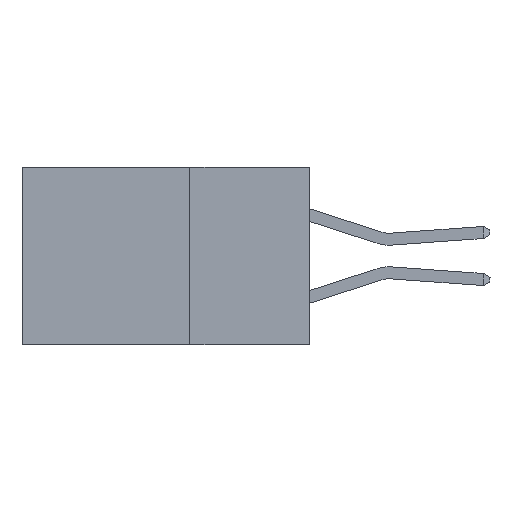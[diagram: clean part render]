
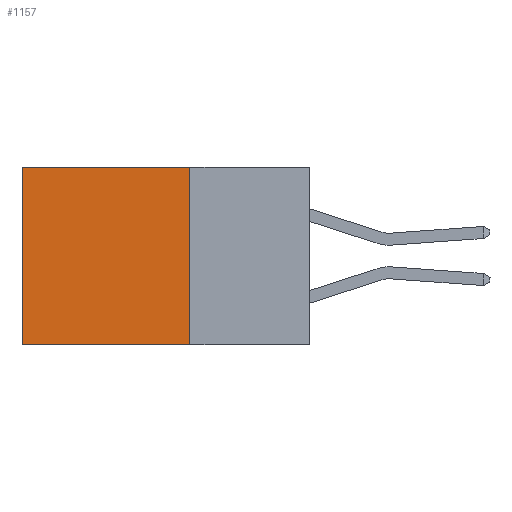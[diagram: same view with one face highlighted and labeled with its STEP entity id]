
A CAD part, left-side view. The second image highlights one B-rep face of the part: STEP entity #1157.
In plain terms, the highlighted planar face has unit normal (-1, 0, 0).
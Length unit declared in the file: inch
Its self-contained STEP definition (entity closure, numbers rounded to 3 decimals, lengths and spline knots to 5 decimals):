
#786 = CARTESIAN_POINT ( 'NONE',  ( 0.298, 0.25, 0. ) ) ;
#1157 = ADVANCED_FACE ( 'NONE', ( #5387 ), #1294, .F. ) ;
#1294 = PLANE ( 'NONE',  #7207 ) ;
#1355 = VECTOR ( 'NONE', #5181, 39.37008 ) ;
#1774 = DIRECTION ( 'NONE',  ( 0., 1., 0. ) ) ;
#3350 = ORIENTED_EDGE ( 'NONE', *, *, #7341, .F. ) ;
#3750 = CARTESIAN_POINT ( 'NONE',  ( 0.298, 0.6, -0.37 ) ) ;
#3774 = VERTEX_POINT ( 'NONE', #5417 ) ;
#3976 = LINE ( 'NONE', #5536, #1355 ) ;
#4068 = EDGE_CURVE ( 'NONE', #5542, #3774, #8389, .T. ) ;
#4121 = DIRECTION ( 'NONE',  ( 0., 1., 0. ) ) ;
#4722 = EDGE_CURVE ( 'NONE', #3774, #5149, #3976, .T. ) ;
#4947 = CARTESIAN_POINT ( 'NONE',  ( 0.298, 0.25, -0.37 ) ) ;
#5149 = VERTEX_POINT ( 'NONE', #3750 ) ;
#5181 = DIRECTION ( 'NONE',  ( 0., 0., -1. ) ) ;
#5322 = VECTOR ( 'NONE', #8695, 39.37008 ) ;
#5387 = FACE_OUTER_BOUND ( 'NONE', #9200, .T. ) ;
#5417 = CARTESIAN_POINT ( 'NONE',  ( 0.298, 0.6, 0. ) ) ;
#5536 = CARTESIAN_POINT ( 'NONE',  ( 0.298, 0.6, 0. ) ) ;
#5542 = VERTEX_POINT ( 'NONE', #9754 ) ;
#5804 = CARTESIAN_POINT ( 'NONE',  ( 0.298, 0.25, 0. ) ) ;
#6014 = DIRECTION ( 'NONE',  ( 0., 0., -1. ) ) ;
#6093 = LINE ( 'NONE', #5804, #5322 ) ;
#6098 = VERTEX_POINT ( 'NONE', #4947 ) ;
#6664 = ORIENTED_EDGE ( 'NONE', *, *, #4722, .T. ) ;
#6812 = ORIENTED_EDGE ( 'NONE', *, *, #9831, .F. ) ;
#6815 = CARTESIAN_POINT ( 'NONE',  ( 0.298, 0.25, -0.37 ) ) ;
#7176 = VECTOR ( 'NONE', #1774, 39.37008 ) ;
#7207 = AXIS2_PLACEMENT_3D ( 'NONE', #11944, #8029, #6014 ) ;
#7341 = EDGE_CURVE ( 'NONE', #6098, #5149, #11333, .T. ) ;
#8029 = DIRECTION ( 'NONE',  ( 1., 0., 0. ) ) ;
#8389 = LINE ( 'NONE', #786, #7176 ) ;
#8695 = DIRECTION ( 'NONE',  ( 0., 0., -1. ) ) ;
#9200 = EDGE_LOOP ( 'NONE', ( #6664, #3350, #6812, #11017 ) ) ;
#9503 = VECTOR ( 'NONE', #4121, 39.37008 ) ;
#9754 = CARTESIAN_POINT ( 'NONE',  ( 0.298, 0.25, 0. ) ) ;
#9831 = EDGE_CURVE ( 'NONE', #5542, #6098, #6093, .T. ) ;
#11017 = ORIENTED_EDGE ( 'NONE', *, *, #4068, .T. ) ;
#11333 = LINE ( 'NONE', #6815, #9503 ) ;
#11944 = CARTESIAN_POINT ( 'NONE',  ( 0.298, 0.25, 0. ) ) ;
